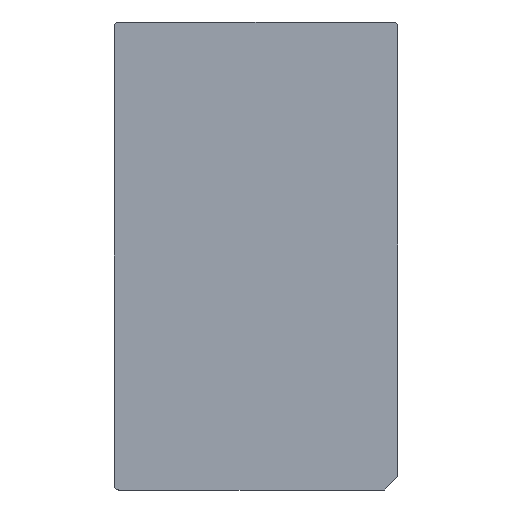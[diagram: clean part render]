
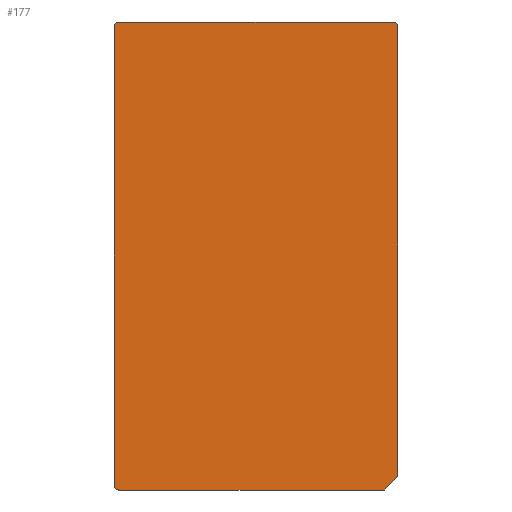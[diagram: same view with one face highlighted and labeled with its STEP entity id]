
A CAD part, front view. The second image highlights one B-rep face of the part: STEP entity #177.
In plain terms, the highlighted planar face has unit normal (0, -1, 0).
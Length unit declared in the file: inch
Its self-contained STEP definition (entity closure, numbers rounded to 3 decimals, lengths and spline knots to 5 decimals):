
#20=FACE_OUTER_BOUND('',#30,.T.);
#30=EDGE_LOOP('',(#132,#133,#134,#135,#136,#137,#138,#139));
#45=LINE('',#299,#63);
#46=LINE('',#301,#64);
#47=LINE('',#303,#65);
#48=LINE('',#307,#66);
#49=LINE('',#310,#67);
#63=VECTOR('',#244,2.805);
#64=VECTOR('',#245,0.20506);
#65=VECTOR('',#246,4.755);
#66=VECTOR('',#249,2.9);
#67=VECTOR('',#252,4.85);
#77=CIRCLE('',#210,0.05);
#78=CIRCLE('',#212,0.05);
#79=CIRCLE('',#213,0.05);
#88=VERTEX_POINT('',#292);
#89=VERTEX_POINT('',#293);
#90=VERTEX_POINT('',#298);
#91=VERTEX_POINT('',#300);
#92=VERTEX_POINT('',#302);
#93=VERTEX_POINT('',#304);
#94=VERTEX_POINT('',#306);
#95=VERTEX_POINT('',#308);
#104=EDGE_CURVE('',#88,#89,#77,.T.);
#107=EDGE_CURVE('',#89,#90,#45,.T.);
#108=EDGE_CURVE('',#91,#90,#46,.T.);
#109=EDGE_CURVE('',#91,#92,#47,.T.);
#110=EDGE_CURVE('',#92,#93,#78,.T.);
#111=EDGE_CURVE('',#93,#94,#48,.T.);
#112=EDGE_CURVE('',#94,#95,#79,.T.);
#113=EDGE_CURVE('',#95,#88,#49,.T.);
#132=ORIENTED_EDGE('',*,*,#104,.T.);
#133=ORIENTED_EDGE('',*,*,#107,.T.);
#134=ORIENTED_EDGE('',*,*,#108,.F.);
#135=ORIENTED_EDGE('',*,*,#109,.T.);
#136=ORIENTED_EDGE('',*,*,#110,.T.);
#137=ORIENTED_EDGE('',*,*,#111,.T.);
#138=ORIENTED_EDGE('',*,*,#112,.T.);
#139=ORIENTED_EDGE('',*,*,#113,.T.);
#169=PLANE('',#211);
#177=ADVANCED_FACE('',(#20),#169,.F.);
#210=AXIS2_PLACEMENT_3D('',#294,#238,#239);
#211=AXIS2_PLACEMENT_3D('',#297,#242,#243);
#212=AXIS2_PLACEMENT_3D('',#305,#247,#248);
#213=AXIS2_PLACEMENT_3D('',#309,#250,#251);
#238=DIRECTION('center_axis',(0.,-1.,0.));
#239=DIRECTION('ref_axis',(-1.,0.,0.));
#242=DIRECTION('center_axis',(0.,1.,0.));
#243=DIRECTION('ref_axis',(0.,0.,-1.));
#244=DIRECTION('',(1.,0.,0.));
#245=DIRECTION('',(-0.707,0.,-0.707));
#246=DIRECTION('',(0.,0.,1.));
#247=DIRECTION('center_axis',(0.,-1.,0.));
#248=DIRECTION('ref_axis',(1.,0.,0.));
#249=DIRECTION('',(-1.,0.,0.));
#250=DIRECTION('center_axis',(0.,-1.,0.));
#251=DIRECTION('ref_axis',(0.,0.,1.));
#252=DIRECTION('',(0.,0.,-1.));
#292=CARTESIAN_POINT('',(-1.5,0.451,-2.42));
#293=CARTESIAN_POINT('',(-1.45,0.451,-2.47));
#294=CARTESIAN_POINT('Origin',(-1.45,0.451,-2.42));
#297=CARTESIAN_POINT('Origin',(0.,0.451,0.));
#298=CARTESIAN_POINT('',(1.355,0.451,-2.47));
#299=CARTESIAN_POINT('',(-1.45,0.451,-2.47));
#300=CARTESIAN_POINT('',(1.5,0.451,-2.325));
#301=CARTESIAN_POINT('',(1.5,0.451,-2.325));
#302=CARTESIAN_POINT('',(1.5,0.451,2.43));
#303=CARTESIAN_POINT('',(1.5,0.451,-2.325));
#304=CARTESIAN_POINT('',(1.45,0.451,2.48));
#305=CARTESIAN_POINT('Origin',(1.45,0.451,2.43));
#306=CARTESIAN_POINT('',(-1.45,0.451,2.48));
#307=CARTESIAN_POINT('',(1.45,0.451,2.48));
#308=CARTESIAN_POINT('',(-1.5,0.451,2.43));
#309=CARTESIAN_POINT('Origin',(-1.45,0.451,2.43));
#310=CARTESIAN_POINT('',(-1.5,0.451,2.43));
